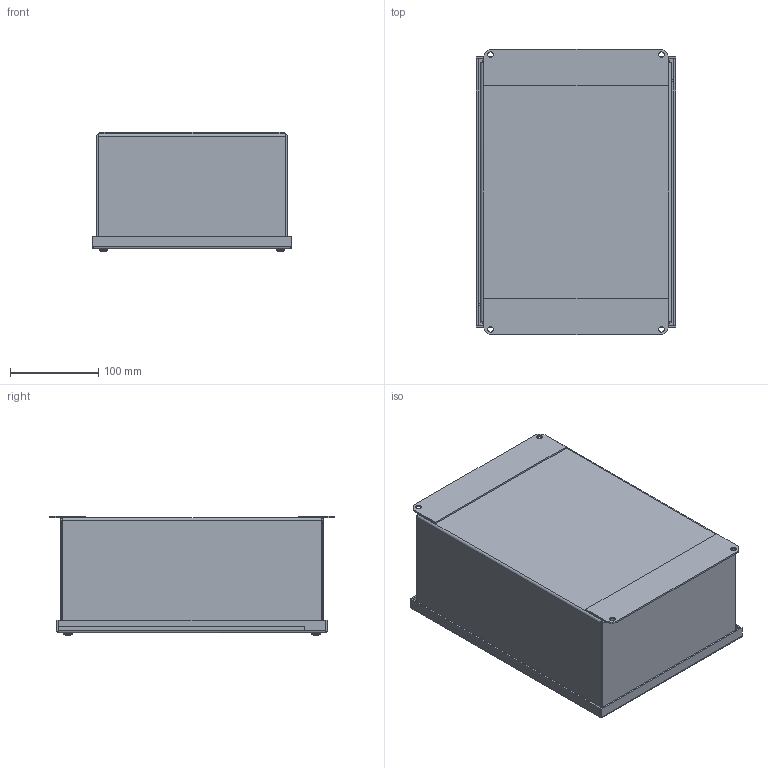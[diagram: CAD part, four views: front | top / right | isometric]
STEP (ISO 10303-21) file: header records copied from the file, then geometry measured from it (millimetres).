
FILE_DESCRIPTION(/* description */ ('12.07X8.88 LID'),/* implementation_level */ '2;1');
FILE_NAME(/* name */ 'PBXD12.stp',/* time_stamp */ '2017-02-01T18:50:46+05:00',/* author */ ('vdas'),/* organization */ (''),/* preprocessor_version */ 'ST-DEVELOPER v16.1',/* originating_system */ 'Autodesk Inventor 2016',/* authorisation */ '');
FILE_SCHEMA (('AUTOMOTIVE_DESIGN { 1 0 10303 214 3 1 1 }'));
Length unit declared in the file: inch
Products named in the file (13): PBXD12LID; 372163; 39077; PBXD12BKP; 34984; 38837; 3285; 3694; 31817; 3185; 3489; 316245; PBXD12
Assembly tree (25 placements, depth 2):
  PBXD12
    PBXD12LID
    372163  x4
    39077  x4
    PBXD12BKP
    34984  x4
    38837  x2
    3285  x2
    3694
    31817
    3185
    3489  x2
    316245  x2
Bounding box: 225.55 x 323.85 x 135.78 mm (x, y, z)
Volume: 608241.1 mm3; surface area: 625951.3 mm2
Topology: 25 solids, 25 shells, 801 faces, 2072 edges, 1334 vertices
Faces by surface type: plane 507, cylinder 180, cone 66, torus 24, bspline 20, sphere 4
Full cylindrical faces by diameter (mm): 3.175 x1, 3.556 x2, 3.962 x4, 4.826 x6, 4.978 x4, 6.299 x4, 6.35 x7, 6.528 x4, 7.061 x4, 7.137 x4, 7.95 x4, 9.474 x4, 10.312 x4, 11.506 x4
Entity records: 17497 total; most frequent: CARTESIAN_POINT 3762, ORIENTED_EDGE 2700, DIRECTION 2659, EDGE_CURVE 1350, LINE 971, VECTOR 971, VERTEX_POINT 879, AXIS2_PLACEMENT_3D 844
